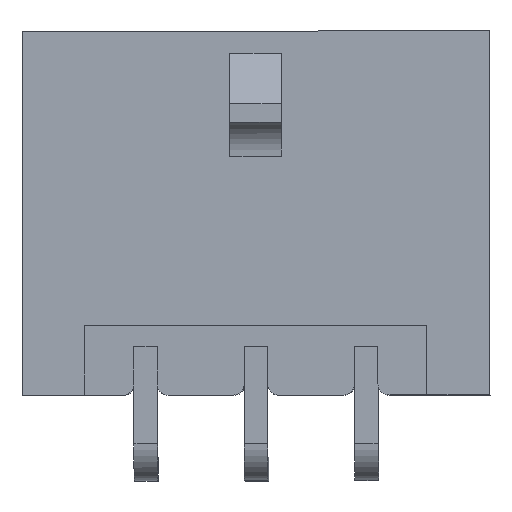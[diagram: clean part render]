
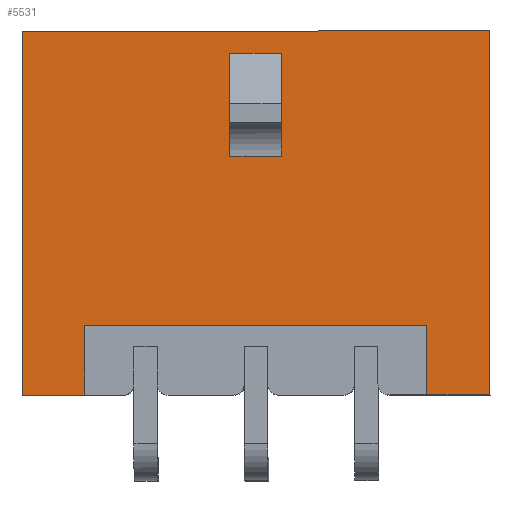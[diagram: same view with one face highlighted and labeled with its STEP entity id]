
A CAD part, top view. The second image highlights one B-rep face of the part: STEP entity #5531.
In plain terms, the highlighted face is planar.
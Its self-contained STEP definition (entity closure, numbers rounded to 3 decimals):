
#370=ORIENTED_EDGE('',*,*,#1967,.F.);
#371=ORIENTED_EDGE('',*,*,#1968,.F.);
#372=ORIENTED_EDGE('',*,*,#1969,.T.);
#373=ORIENTED_EDGE('',*,*,#1970,.T.);
#374=ORIENTED_EDGE('',*,*,#1971,.T.);
#375=ORIENTED_EDGE('',*,*,#1972,.T.);
#376=ORIENTED_EDGE('',*,*,#1885,.F.);
#377=ORIENTED_EDGE('',*,*,#1973,.T.);
#378=ORIENTED_EDGE('',*,*,#1974,.T.);
#379=ORIENTED_EDGE('',*,*,#1975,.F.);
#380=ORIENTED_EDGE('',*,*,#1976,.F.);
#381=ORIENTED_EDGE('',*,*,#1977,.T.);
#1885=EDGE_CURVE('',#2689,#2690,#3237,.T.);
#1967=EDGE_CURVE('',#2751,#2752,#3309,.T.);
#1968=EDGE_CURVE('',#2753,#2751,#3310,.T.);
#1969=EDGE_CURVE('',#2753,#2754,#3311,.T.);
#1970=EDGE_CURVE('',#2754,#2752,#3312,.T.);
#1971=EDGE_CURVE('',#2755,#2756,#3313,.T.);
#1972=EDGE_CURVE('',#2756,#2690,#3314,.T.);
#1973=EDGE_CURVE('',#2689,#2757,#3315,.T.);
#1974=EDGE_CURVE('',#2757,#2758,#3316,.T.);
#1975=EDGE_CURVE('',#2759,#2758,#3317,.T.);
#1976=EDGE_CURVE('',#2760,#2759,#3318,.T.);
#1977=EDGE_CURVE('',#2760,#2755,#3319,.T.);
#2689=VERTEX_POINT('',#8132);
#2690=VERTEX_POINT('',#8134);
#2751=VERTEX_POINT('',#8294);
#2752=VERTEX_POINT('',#8295);
#2753=VERTEX_POINT('',#8297);
#2754=VERTEX_POINT('',#8299);
#2755=VERTEX_POINT('',#8302);
#2756=VERTEX_POINT('',#8303);
#2757=VERTEX_POINT('',#8306);
#2758=VERTEX_POINT('',#8308);
#2759=VERTEX_POINT('',#8310);
#2760=VERTEX_POINT('',#8312);
#3237=LINE('',#8133,#3999);
#3309=LINE('',#8293,#4071);
#3310=LINE('',#8296,#4072);
#3311=LINE('',#8298,#4073);
#3312=LINE('',#8300,#4074);
#3313=LINE('',#8301,#4075);
#3314=LINE('',#8304,#4076);
#3315=LINE('',#8305,#4077);
#3316=LINE('',#8307,#4078);
#3317=LINE('',#8309,#4079);
#3318=LINE('',#8311,#4080);
#3319=LINE('',#8313,#4081);
#3999=VECTOR('',#6609,1000.);
#4071=VECTOR('',#6735,1000.);
#4072=VECTOR('',#6736,1000.);
#4073=VECTOR('',#6737,1000.);
#4074=VECTOR('',#6738,1000.);
#4075=VECTOR('',#6739,1000.);
#4076=VECTOR('',#6740,1000.);
#4077=VECTOR('',#6741,1000.);
#4078=VECTOR('',#6742,1000.);
#4079=VECTOR('',#6743,1000.);
#4080=VECTOR('',#6744,1000.);
#4081=VECTOR('',#6745,1000.);
#4683=EDGE_LOOP('',(#370,#371,#372,#373));
#4684=EDGE_LOOP('',(#374,#375,#376,#377,#378,#379,#380,#381));
#4979=FACE_BOUND('',#4683,.T.);
#4980=FACE_BOUND('',#4684,.T.);
#5275=PLANE('',#6155);
#5531=ADVANCED_FACE('',(#4979,#4980),#5275,.T.);
#6155=AXIS2_PLACEMENT_3D('',#8292,#6733,#6734);
#6609=DIRECTION('',(-1.,0.,0.));
#6733=DIRECTION('',(0.,-1.,0.));
#6734=DIRECTION('',(0.,0.,-1.));
#6735=DIRECTION('',(-1.,0.,0.));
#6736=DIRECTION('',(0.,0.,1.));
#6737=DIRECTION('',(-1.,0.,0.));
#6738=DIRECTION('',(0.,0.,1.));
#6739=DIRECTION('',(1.,0.,0.));
#6740=DIRECTION('',(0.,0.,-1.));
#6741=DIRECTION('',(0.,0.,1.));
#6742=DIRECTION('',(-1.,0.,0.));
#6743=DIRECTION('',(0.,0.,1.));
#6744=DIRECTION('',(-1.,0.,0.));
#6745=DIRECTION('',(0.,0.,1.));
#8132=CARTESIAN_POINT('',(6.35,-3.43,-4.95));
#8133=CARTESIAN_POINT('',(6.35,-3.43,-4.95));
#8134=CARTESIAN_POINT('',(4.65,-3.43,-4.95));
#8292=CARTESIAN_POINT('',(6.35,-3.43,-4.95));
#8293=CARTESIAN_POINT('',(0.7,-3.43,4.35));
#8294=CARTESIAN_POINT('',(0.7,-3.43,4.35));
#8295=CARTESIAN_POINT('',(-0.7,-3.43,4.35));
#8296=CARTESIAN_POINT('',(0.7,-3.43,1.55));
#8297=CARTESIAN_POINT('',(0.7,-3.43,1.55));
#8298=CARTESIAN_POINT('',(0.7,-3.43,1.55));
#8299=CARTESIAN_POINT('',(-0.7,-3.43,1.55));
#8300=CARTESIAN_POINT('',(-0.7,-3.43,1.55));
#8301=CARTESIAN_POINT('',(-4.65,-3.43,-3.05));
#8302=CARTESIAN_POINT('',(-4.65,-3.43,-3.05));
#8303=CARTESIAN_POINT('',(4.65,-3.43,-3.05));
#8304=CARTESIAN_POINT('',(4.65,-3.43,-3.05));
#8305=CARTESIAN_POINT('',(6.35,-3.43,-4.95));
#8306=CARTESIAN_POINT('',(6.35,-3.43,4.95));
#8307=CARTESIAN_POINT('',(6.35,-3.43,4.95));
#8308=CARTESIAN_POINT('',(-6.35,-3.43,4.95));
#8309=CARTESIAN_POINT('',(-6.35,-3.43,-4.95));
#8310=CARTESIAN_POINT('',(-6.35,-3.43,-4.95));
#8311=CARTESIAN_POINT('',(6.35,-3.43,-4.95));
#8312=CARTESIAN_POINT('',(-4.65,-3.43,-4.95));
#8313=CARTESIAN_POINT('',(-4.65,-3.43,-4.95));
